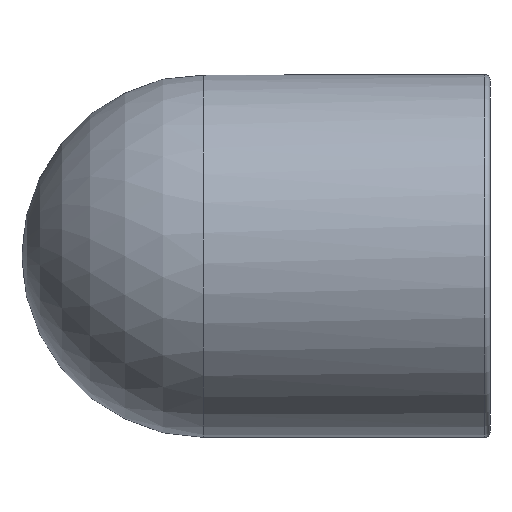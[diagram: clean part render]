
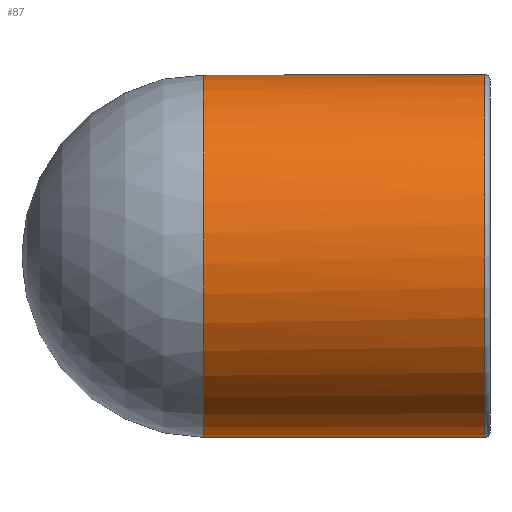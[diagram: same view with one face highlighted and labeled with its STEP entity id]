
A CAD part, left-side view. The second image highlights one B-rep face of the part: STEP entity #87.
In plain terms, the highlighted cylindrical face has radius 31 mm (diameter 62 mm), a full revolution.
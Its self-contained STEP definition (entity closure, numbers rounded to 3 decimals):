
#87 = ADVANCED_FACE( '', ( #185, #186 ), #187, .T. );
#185 = FACE_OUTER_BOUND( '', #286, .T. );
#186 = FACE_OUTER_BOUND( '', #287, .T. );
#187 = CYLINDRICAL_SURFACE( '', #288, 31. );
#286 = EDGE_LOOP( '', ( #501 ) );
#287 = EDGE_LOOP( '', ( #502, #503 ) );
#288 = AXIS2_PLACEMENT_3D( '', #504, #505, #506 );
#501 = ORIENTED_EDGE( '', *, *, #572, .F. );
#502 = ORIENTED_EDGE( '', *, *, #598, .F. );
#503 = ORIENTED_EDGE( '', *, *, #617, .T. );
#504 = CARTESIAN_POINT( '', ( 0., 0., 0. ) );
#505 = DIRECTION( '', ( 0., 1., 0. ) );
#506 = DIRECTION( '', ( 0., 0., -1. ) );
#572 = EDGE_CURVE( '', #659, #659, #660, .T. );
#598 = EDGE_CURVE( '', #704, #702, #706, .T. );
#617 = EDGE_CURVE( '', #704, #702, #732, .T. );
#659 = VERTEX_POINT( '', #781 );
#660 = CIRCLE( '', #782, 31. );
#702 = VERTEX_POINT( '', #882 );
#704 = VERTEX_POINT( '', #922 );
#706 = B_SPLINE_CURVE_WITH_KNOTS( '', 3, ( #962, #963, #964, #965, #966, #967, #968, #969, #970, #971, #972, #973, #974, #975, #976, #977, #978, #979, #980, #981, #982, #983, #984, #985, #986, #987, #988, #989, #990, #991, #992, #993, #994, #995, #996, #997, #998, #999, #1000, #1001, #1002, #1003, #1004, #1005 ), .UNSPECIFIED., .F., .F., ( 4, 2, 2, 2, 2, 2, 2, 2, 2, 2, 2, 2, 2, 2, 2, 2, 2, 2, 2, 2, 2, 4 ), ( 0.045, 0.047, 0.05, 0.052, 0.053, 0.056, 0.059, 0.061, 0.062, 0.065, 0.066, 0.068, 0.071, 0.072, 0.074, 0.077, 0.078, 0.079, 0.082, 0.085, 0.088, 0.091 ), .UNSPECIFIED. );
#732 = CIRCLE( '', #1100, 31. );
#781 = CARTESIAN_POINT( '', ( 0., 0.9, -31. ) );
#782 = AXIS2_PLACEMENT_3D( '', #1148, #1149, #1150 );
#882 = CARTESIAN_POINT( '', ( 24.956, 48.955, -18.39 ) );
#922 = CARTESIAN_POINT( '', ( 24.956, 48.955, 18.39 ) );
#962 = CARTESIAN_POINT( '', ( 24.956, 48.955, 18.39 ) );
#963 = CARTESIAN_POINT( '', ( 25.281, 48.147, 17.949 ) );
#964 = CARTESIAN_POINT( '', ( 25.622, 47.381, 17.462 ) );
#965 = CARTESIAN_POINT( '', ( 26.317, 45.92, 16.396 ) );
#966 = CARTESIAN_POINT( '', ( 26.67, 45.225, 15.818 ) );
#967 = CARTESIAN_POINT( '', ( 27.199, 44.236, 14.877 ) );
#968 = CARTESIAN_POINT( '', ( 27.376, 43.913, 14.55 ) );
#969 = CARTESIAN_POINT( '', ( 27.723, 43.293, 13.878 ) );
#970 = CARTESIAN_POINT( '', ( 27.893, 42.994, 13.533 ) );
#971 = CARTESIAN_POINT( '', ( 28.393, 42.134, 12.469 ) );
#972 = CARTESIAN_POINT( '', ( 28.71, 41.606, 11.723 ) );
#973 = CARTESIAN_POINT( '', ( 29.303, 40.645, 10.151 ) );
#974 = CARTESIAN_POINT( '', ( 29.578, 40.211, 9.326 ) );
#975 = CARTESIAN_POINT( '', ( 29.948, 39.635, 8.022 ) );
#976 = CARTESIAN_POINT( '', ( 30.063, 39.458, 7.578 ) );
#977 = CARTESIAN_POINT( '', ( 30.275, 39.133, 6.683 ) );
#978 = CARTESIAN_POINT( '', ( 30.371, 38.987, 6.229 ) );
#979 = CARTESIAN_POINT( '', ( 30.632, 38.592, 4.852 ) );
#980 = CARTESIAN_POINT( '', ( 30.768, 38.39, 3.91 ) );
#981 = CARTESIAN_POINT( '', ( 30.906, 38.184, 2.46 ) );
#982 = CARTESIAN_POINT( '', ( 30.941, 38.132, 1.97 ) );
#983 = CARTESIAN_POINT( '', ( 30.988, 38.063, 0.997 ) );
#984 = CARTESIAN_POINT( '', ( 31., 38.046, 0.511 ) );
#985 = CARTESIAN_POINT( '', ( 31.001, 38.044, -0.945 ) );
#986 = CARTESIAN_POINT( '', ( 30.956, 38.11, -1.912 ) );
#987 = CARTESIAN_POINT( '', ( 30.821, 38.31, -3.358 ) );
#988 = CARTESIAN_POINT( '', ( 30.765, 38.394, -3.841 ) );
#989 = CARTESIAN_POINT( '', ( 30.631, 38.594, -4.792 ) );
#990 = CARTESIAN_POINT( '', ( 30.554, 38.71, -5.26 ) );
#991 = CARTESIAN_POINT( '', ( 30.295, 39.103, -6.642 ) );
#992 = CARTESIAN_POINT( '', ( 30.084, 39.424, -7.536 ) );
#993 = CARTESIAN_POINT( '', ( 29.717, 39.994, -8.838 ) );
#994 = CARTESIAN_POINT( '', ( 29.586, 40.199, -9.266 ) );
#995 = CARTESIAN_POINT( '', ( 29.312, 40.634, -10.101 ) );
#996 = CARTESIAN_POINT( '', ( 29.168, 40.864, -10.507 ) );
#997 = CARTESIAN_POINT( '', ( 28.721, 41.588, -11.696 ) );
#998 = CARTESIAN_POINT( '', ( 28.402, 42.118, -12.447 ) );
#999 = CARTESIAN_POINT( '', ( 27.733, 43.27, -13.875 ) );
#1000 = CARTESIAN_POINT( '', ( 27.381, 43.895, -14.553 ) );
#1001 = CARTESIAN_POINT( '', ( 26.677, 45.213, -15.807 ) );
#1002 = CARTESIAN_POINT( '', ( 26.323, 45.907, -16.387 ) );
#1003 = CARTESIAN_POINT( '', ( 25.626, 47.372, -17.456 ) );
#1004 = CARTESIAN_POINT( '', ( 25.283, 48.142, -17.946 ) );
#1005 = CARTESIAN_POINT( '', ( 24.956, 48.955, -18.39 ) );
#1100 = AXIS2_PLACEMENT_3D( '', #1202, #1203, #1204 );
#1148 = CARTESIAN_POINT( '', ( 0., 0.9, 0. ) );
#1149 = DIRECTION( '', ( 0., -1., 0. ) );
#1150 = DIRECTION( '', ( 0., 0., -1. ) );
#1202 = CARTESIAN_POINT( '', ( 0., 48.955, 0. ) );
#1203 = DIRECTION( '', ( 0., -1., 0. ) );
#1204 = DIRECTION( '', ( 0., 0., -1. ) );
